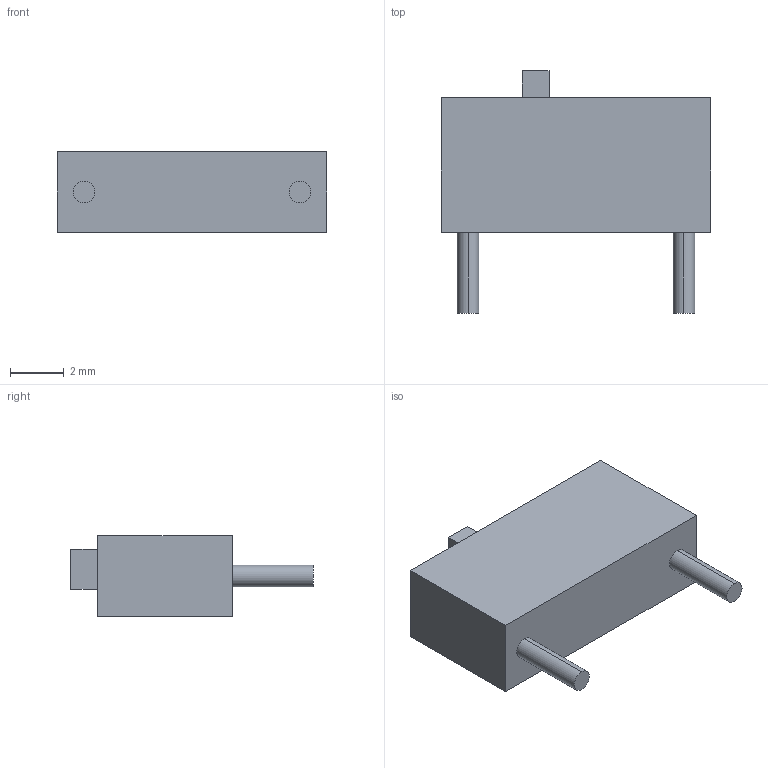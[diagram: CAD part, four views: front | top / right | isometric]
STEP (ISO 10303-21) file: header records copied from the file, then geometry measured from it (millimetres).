
FILE_DESCRIPTION (( 'STEP AP214' ), '1' );
FILE_NAME ('DIP-1.STEP', '2018-01-30T20:48:06', ( '' ), ( '' ), 'SwSTEP 2.0', 'SolidWorks 2017', '' );
FILE_SCHEMA (( 'AUTOMOTIVE_DESIGN' ));
Length unit declared in the file: millimetre
Products named in the file (1): DIP-1
Bounding box: 10 x 9 x 3 mm (x, y, z)
Volume: 148.6 mm3; surface area: 221.2 mm2
Topology: 1 solids, 1 shells, 59 faces, 148 edges, 98 vertices
Faces by surface type: plane 44, bspline 11, cylinder 4
Entity records: 2527 total; most frequent: CARTESIAN_POINT 933, ORIENTED_EDGE 296, DIRECTION 232, EDGE_CURVE 148, LINE 118, VECTOR 118, VERTEX_POINT 98, EDGE_LOOP 66
